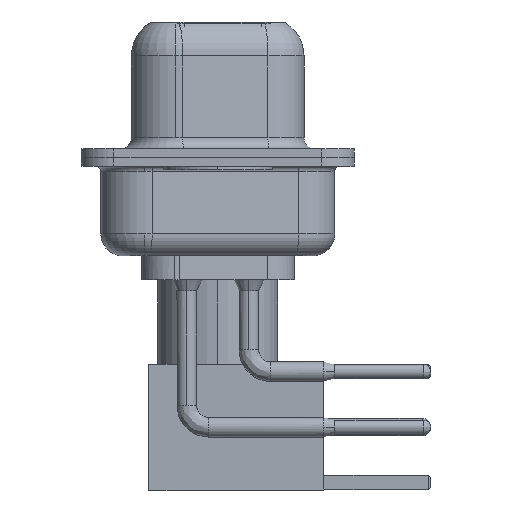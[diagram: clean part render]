
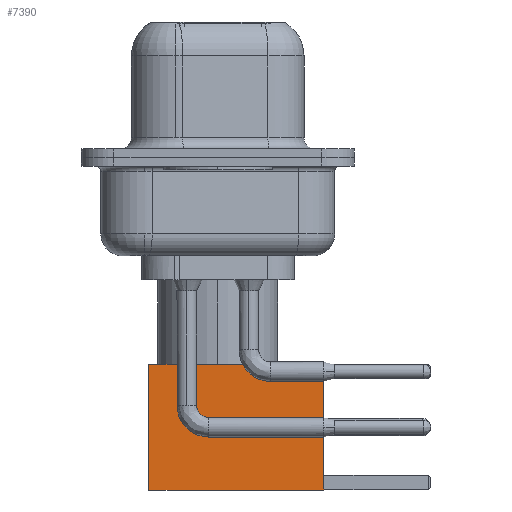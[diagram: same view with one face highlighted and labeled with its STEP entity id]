
A CAD part, left-side view. The second image highlights one B-rep face of the part: STEP entity #7390.
In plain terms, the highlighted face is planar.
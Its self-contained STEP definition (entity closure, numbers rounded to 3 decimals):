
#772 = EDGE_CURVE ( 'NONE', #14990, #15010, #1019, .T. ) ;
#1019 = LINE ( 'NONE', #3484, #15088 ) ;
#1841 = LINE ( 'NONE', #22233, #10536 ) ;
#2029 = PLANE ( 'NONE',  #18546 ) ;
#3069 = CARTESIAN_POINT ( 'NONE',  ( -2.875, 2.875, 0. ) ) ;
#3185 = CARTESIAN_POINT ( 'NONE',  ( 2.875, 2.875, 8. ) ) ;
#3484 = CARTESIAN_POINT ( 'NONE',  ( 2.875, 2.875, 0. ) ) ;
#3750 = ORIENTED_EDGE ( 'NONE', *, *, #11630, .F. ) ;
#3790 = EDGE_CURVE ( 'NONE', #6299, #10347, #1841, .T. ) ;
#3831 = CARTESIAN_POINT ( 'NONE',  ( 2.875, 2.875, 0. ) ) ;
#3884 = ORIENTED_EDGE ( 'NONE', *, *, #17797, .T. ) ;
#5614 = DIRECTION ( 'NONE',  ( 0., 0., -1. ) ) ;
#5799 = DIRECTION ( 'NONE',  ( 0., 0., -1. ) ) ;
#6153 = DIRECTION ( 'NONE',  ( 0., 1., 0. ) ) ;
#6299 = VERTEX_POINT ( 'NONE', #10869 ) ;
#7390 = ADVANCED_FACE ( 'NONE', ( #15155 ), #2029, .T. ) ;
#7736 = EDGE_LOOP ( 'NONE', ( #14494, #3884, #13736, #3750 ) ) ;
#10347 = VERTEX_POINT ( 'NONE', #3069 ) ;
#10536 = VECTOR ( 'NONE', #5614, 1000. ) ;
#10869 = CARTESIAN_POINT ( 'NONE',  ( -2.875, 2.875, 8. ) ) ;
#11630 = EDGE_CURVE ( 'NONE', #14990, #6299, #12004, .T. ) ;
#12004 = LINE ( 'NONE', #15652, #19563 ) ;
#13736 = ORIENTED_EDGE ( 'NONE', *, *, #3790, .F. ) ;
#14039 = DIRECTION ( 'NONE',  ( -1., 0., 0. ) ) ;
#14494 = ORIENTED_EDGE ( 'NONE', *, *, #772, .T. ) ;
#14990 = VERTEX_POINT ( 'NONE', #3185 ) ;
#15010 = VERTEX_POINT ( 'NONE', #17643 ) ;
#15088 = VECTOR ( 'NONE', #5799, 1000. ) ;
#15155 = FACE_OUTER_BOUND ( 'NONE', #7736, .T. ) ;
#15503 = LINE ( 'NONE', #23241, #17001 ) ;
#15652 = CARTESIAN_POINT ( 'NONE',  ( 0., 2.875, 8. ) ) ;
#16845 = DIRECTION ( 'NONE',  ( 0., 0., 1. ) ) ;
#17001 = VECTOR ( 'NONE', #14039, 1000. ) ;
#17452 = DIRECTION ( 'NONE',  ( -1., 0., 0. ) ) ;
#17643 = CARTESIAN_POINT ( 'NONE',  ( 2.875, 2.875, 0. ) ) ;
#17797 = EDGE_CURVE ( 'NONE', #15010, #10347, #15503, .T. ) ;
#18546 = AXIS2_PLACEMENT_3D ( 'NONE', #3831, #6153, #16845 ) ;
#19563 = VECTOR ( 'NONE', #17452, 1000. ) ;
#22233 = CARTESIAN_POINT ( 'NONE',  ( -2.875, 2.875, 0. ) ) ;
#23241 = CARTESIAN_POINT ( 'NONE',  ( 0., 2.875, 0. ) ) ;
